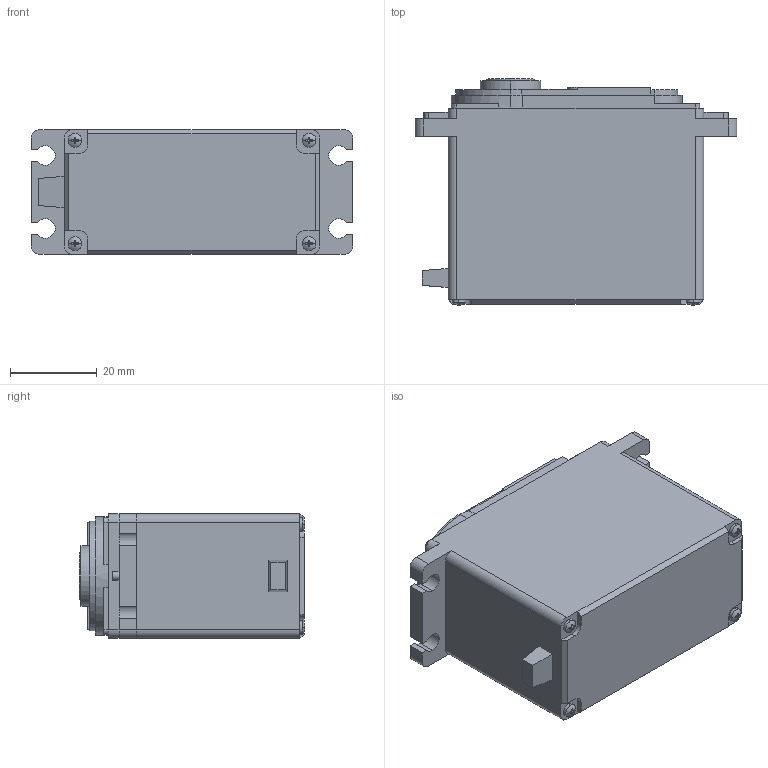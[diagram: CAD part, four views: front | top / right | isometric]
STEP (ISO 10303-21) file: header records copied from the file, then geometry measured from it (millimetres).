
FILE_DESCRIPTION (( 'STEP AP214' ), '1' );
FILE_NAME ('Servo_motor.STEP', '2014-10-14T02:40:53', ( 'Jonathan Gómez' ), ( '' ), 'SwSTEP 2.0', 'SolidWorks 2014', '' );
FILE_SCHEMA (( 'AUTOMOTIVE_DESIGN' ));
Length unit declared in the file: millimetre
Products named in the file (3): pan cross head screw_as_AS-NZS 1427 PC- M1.6 x 5-N; Carcasa Servo Hitec HB-755HB; Servo_motor
Assembly tree (5 placements, depth 2):
  Servo_motor
    Carcasa Servo Hitec HB-755HB
    pan cross head screw_as_AS-NZS 1427 PC- M1.6 x 5-N  x4
Bounding box: 74.3 x 52.21 x 28.85 mm (x, y, z)
Volume: 84597 mm3; surface area: 13426.1 mm2
Topology: 5 solids, 5 shells, 272 faces, 720 edges, 456 vertices
Faces by surface type: plane 149, cylinder 75, cone 32, torus 8, sphere 8
Entity records: 5682 total; most frequent: CARTESIAN_POINT 1011, DIRECTION 996, ORIENTED_EDGE 940, EDGE_CURVE 470, AXIS2_PLACEMENT_3D 350, VERTEX_POINT 309, LINE 296, VECTOR 296
